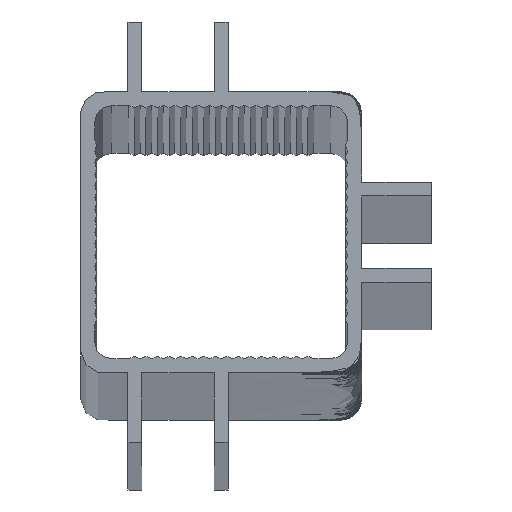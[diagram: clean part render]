
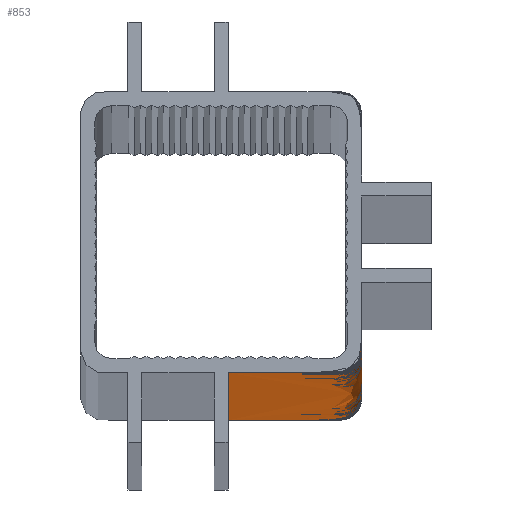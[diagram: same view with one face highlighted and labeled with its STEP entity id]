
A CAD part, top view. The second image highlights one B-rep face of the part: STEP entity #853.
In plain terms, the highlighted face is a extrusion surface.
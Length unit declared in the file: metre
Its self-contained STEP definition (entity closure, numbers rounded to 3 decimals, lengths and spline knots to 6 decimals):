
#853=ADVANCED_FACE('',(#1628),#1629,.T.);
#1628=FACE_OUTER_BOUND('',#2805,.T.);
#1629=SURFACE_OF_LINEAR_EXTRUSION('',#2806,#2807);
#2805=EDGE_LOOP('',(#4567,#4568,#4569,#4570));
#2806=(B_SPLINE_CURVE(3,(#4572,#4573,#4574,#4575,#4576,#4577,#4578,#4579,#4580,#4581),.UNSPECIFIED.,.F.,.F.)B_SPLINE_CURVE_WITH_KNOTS((4,3,3,4),(0.419567,0.477019,0.497212,0.532401),.UNSPECIFIED.)RATIONAL_B_SPLINE_CURVE((1.0,1.0,1.0,1.0,0.805,0.805,1.0,1.0,1.0,1.0))BOUNDED_CURVE()REPRESENTATION_ITEM('')GEOMETRIC_REPRESENTATION_ITEM()CURVE());
#2807=VECTOR('',#4588,1.0);
#4567=ORIENTED_EDGE('',*,*,#5618,.F.);
#4568=ORIENTED_EDGE('',*,*,#5605,.F.);
#4569=ORIENTED_EDGE('',*,*,#5303,.T.);
#4570=ORIENTED_EDGE('',*,*,#5584,.T.);
#4572=CARTESIAN_POINT('',(0.353887,0.119379,0.0));
#4573=CARTESIAN_POINT('',(0.357274,0.119379,0.0));
#4574=CARTESIAN_POINT('',(0.36066,0.119379,0.0));
#4575=CARTESIAN_POINT('',(0.364047,0.119379,0.0));
#4576=CARTESIAN_POINT('',(0.365237,0.119379,0.0));
#4577=CARTESIAN_POINT('',(0.366079,0.120221,0.0));
#4578=CARTESIAN_POINT('',(0.366079,0.121411,0.0));
#4579=CARTESIAN_POINT('',(0.366079,0.123486,0.0));
#4580=CARTESIAN_POINT('',(0.366079,0.12556,0.0));
#4581=CARTESIAN_POINT('',(0.366079,0.127634,0.0));
#4588=DIRECTION('',(0.0,0.0,1.0));
#5303=EDGE_CURVE('',#6180,#6178,#6181,.T.);
#5584=EDGE_CURVE('',#6178,#6578,#6580,.T.);
#5605=EDGE_CURVE('',#6180,#6603,#6606,.T.);
#5618=EDGE_CURVE('',#6603,#6578,#6622,.T.);
#6178=VERTEX_POINT('',#7552);
#6180=VERTEX_POINT('',#7555);
#6181=(B_SPLINE_CURVE(3,(#7557,#7558,#7559,#7560,#7561,#7562,#7563,#7564,#7565,#7566),.UNSPECIFIED.,.F.,.F.)B_SPLINE_CURVE_WITH_KNOTS((4,3,3,4),(0.419567,0.477019,0.497212,0.532401),.UNSPECIFIED.)RATIONAL_B_SPLINE_CURVE((1.0,1.0,1.0,1.0,0.805,0.805,1.0,1.0,1.0,1.0))BOUNDED_CURVE()REPRESENTATION_ITEM('')GEOMETRIC_REPRESENTATION_ITEM()CURVE());
#6578=VERTEX_POINT('',#8218);
#6580=LINE('',#8221,#8222);
#6603=VERTEX_POINT('',#8255);
#6606=LINE('',#8260,#8261);
#6622=(B_SPLINE_CURVE(3,(#8285,#8286,#8287,#8288,#8289,#8290,#8291,#8292,#8293,#8294),.UNSPECIFIED.,.F.,.F.)B_SPLINE_CURVE_WITH_KNOTS((4,3,3,4),(0.419567,0.477019,0.497212,0.532401),.UNSPECIFIED.)RATIONAL_B_SPLINE_CURVE((1.0,1.0,1.0,1.0,0.805,0.805,1.0,1.0,1.0,1.0))BOUNDED_CURVE()REPRESENTATION_ITEM('')GEOMETRIC_REPRESENTATION_ITEM()CURVE());
#7552=CARTESIAN_POINT('',(0.366079,0.127634,0.0));
#7555=CARTESIAN_POINT('',(0.353887,0.119379,0.0));
#7557=CARTESIAN_POINT('',(0.353887,0.119379,0.0));
#7558=CARTESIAN_POINT('',(0.357274,0.119379,0.0));
#7559=CARTESIAN_POINT('',(0.36066,0.119379,0.0));
#7560=CARTESIAN_POINT('',(0.364047,0.119379,0.0));
#7561=CARTESIAN_POINT('',(0.365237,0.119379,0.0));
#7562=CARTESIAN_POINT('',(0.366079,0.120221,0.0));
#7563=CARTESIAN_POINT('',(0.366079,0.121411,0.0));
#7564=CARTESIAN_POINT('',(0.366079,0.123486,0.0));
#7565=CARTESIAN_POINT('',(0.366079,0.12556,0.0));
#7566=CARTESIAN_POINT('',(0.366079,0.127634,0.0));
#8218=CARTESIAN_POINT('',(0.366079,0.127634,2.4892));
#8221=CARTESIAN_POINT('',(0.366079,0.127634,0.0));
#8222=VECTOR('',#8844,1.0);
#8255=CARTESIAN_POINT('',(0.353887,0.119379,2.4892));
#8260=CARTESIAN_POINT('',(0.353887,0.119379,0.0));
#8261=VECTOR('',#8857,1.0);
#8285=CARTESIAN_POINT('',(0.353887,0.119379,2.4892));
#8286=CARTESIAN_POINT('',(0.357274,0.119379,2.4892));
#8287=CARTESIAN_POINT('',(0.36066,0.119379,2.4892));
#8288=CARTESIAN_POINT('',(0.364047,0.119379,2.4892));
#8289=CARTESIAN_POINT('',(0.365237,0.119379,2.4892));
#8290=CARTESIAN_POINT('',(0.366079,0.120221,2.4892));
#8291=CARTESIAN_POINT('',(0.366079,0.121411,2.4892));
#8292=CARTESIAN_POINT('',(0.366079,0.123486,2.4892));
#8293=CARTESIAN_POINT('',(0.366079,0.12556,2.4892));
#8294=CARTESIAN_POINT('',(0.366079,0.127634,2.4892));
#8844=DIRECTION('',(0.0,0.0,1.0));
#8857=DIRECTION('',(0.0,0.0,1.0));
